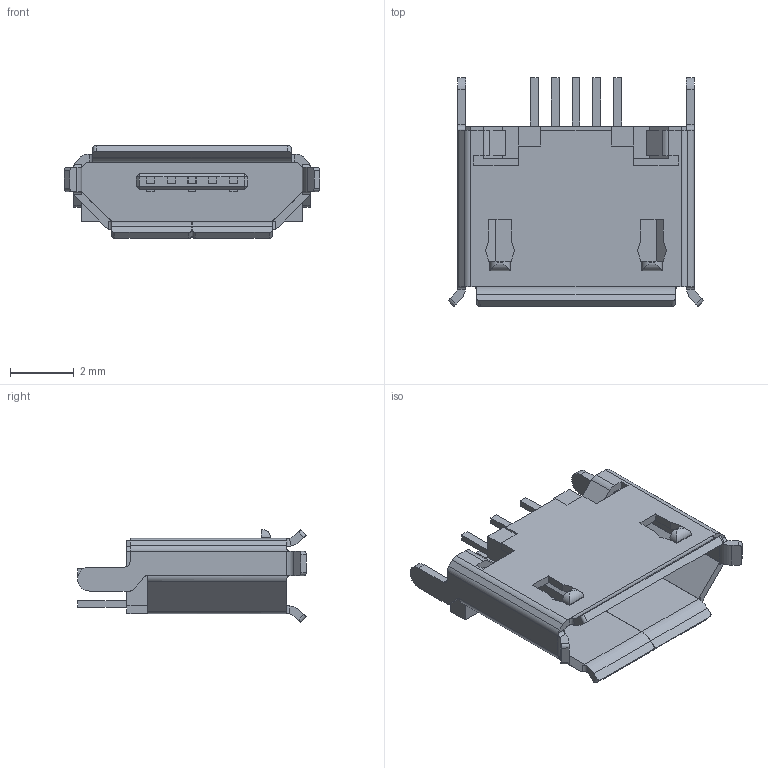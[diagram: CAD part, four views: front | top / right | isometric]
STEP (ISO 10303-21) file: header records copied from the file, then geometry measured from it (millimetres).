
FILE_DESCRIPTION(/* description */ ('Unknown'),/* implementation_level */ '2;1');
FILE_NAME(/* name */ '614105150721',/* time_stamp */ '2018-09-12T11:10:24+02:00',/* author */ ('Unknown'),/* organization */ ('Unknown'),/* preprocessor_version */ 'ST-DEVELOPER v16.7',/* originating_system */ 'DEX',/* authorisation */ $);
FILE_SCHEMA (('AUTOMOTIVE_DESIGN {1 0 10303 214 3 1 1}'));
Length unit declared in the file: millimetre
Products named in the file (5): 614105150721; 614105150721_Housing; 614105150721_Pin1; 614105150721_Pin2; 614105150721_Shielding
Assembly tree (7 placements, depth 2):
  614105150721
    614105150721_Housing
    614105150721_Pin1  x3
    614105150721_Pin2  x2
    614105150721_Shielding
Bounding box: 8 x 7.15 x 2.9 mm (x, y, z)
Volume: 44.7 mm3; surface area: 313.8 mm2
Topology: 7 solids, 7 shells, 485 faces, 1412 edges, 930 vertices
Faces by surface type: plane 347, cylinder 126, bspline 12
Entity records: 13822 total; most frequent: CARTESIAN_POINT 2605, ORIENTED_EDGE 2394, DIRECTION 2201, EDGE_CURVE 1197, LINE 981, VECTOR 981, VERTEX_POINT 782, AXIS2_PLACEMENT_3D 610
